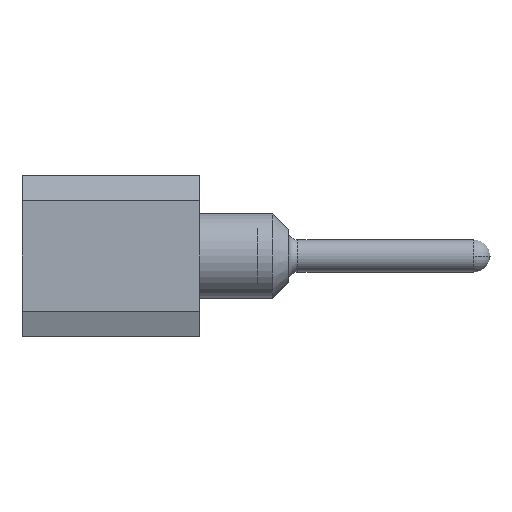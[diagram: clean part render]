
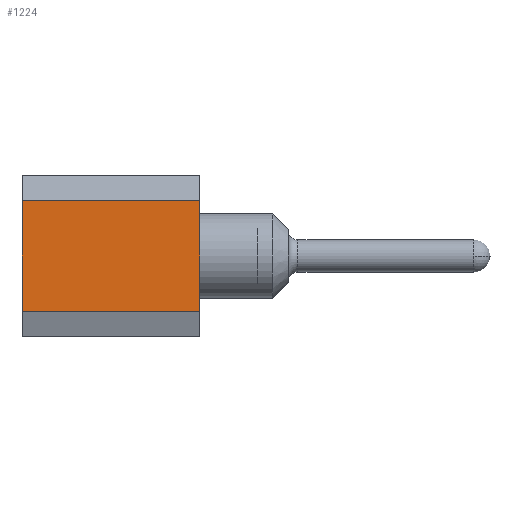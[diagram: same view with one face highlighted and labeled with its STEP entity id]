
A CAD part, left-side view. The second image highlights one B-rep face of the part: STEP entity #1224.
In plain terms, the highlighted planar face has unit normal (-1, 0, 0).
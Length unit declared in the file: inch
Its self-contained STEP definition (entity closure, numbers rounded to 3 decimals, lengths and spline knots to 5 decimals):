
#140 = EDGE_CURVE ( 'NONE', #1955, #7614, #7900, .T. ) ;
#397 = CARTESIAN_POINT ( 'NONE',  ( -0.01203, -0.11, -0.08425 ) ) ;
#750 = VECTOR ( 'NONE', #8786, 39.37008 ) ;
#981 = DIRECTION ( 'NONE',  ( 0., 0., 1. ) ) ;
#1196 = PLANE ( 'NONE',  #2110 ) ;
#1224 = ADVANCED_FACE ( 'NONE', ( #7518 ), #1196, .T. ) ;
#1234 = DIRECTION ( 'NONE',  ( -1., 0., 0. ) ) ;
#1325 = CARTESIAN_POINT ( 'NONE',  ( -0.01203, -0.11, -0.01575 ) ) ;
#1327 = VERTEX_POINT ( 'NONE', #1325 ) ;
#1785 = CARTESIAN_POINT ( 'NONE',  ( -0.01203, 0., -0.08425 ) ) ;
#1955 = VERTEX_POINT ( 'NONE', #1785 ) ;
#2110 = AXIS2_PLACEMENT_3D ( 'NONE', #7606, #1234, #8253 ) ;
#3009 = CARTESIAN_POINT ( 'NONE',  ( -0.01203, -0.11, -0.08425 ) ) ;
#3250 = VECTOR ( 'NONE', #8647, 39.37008 ) ;
#4026 = VERTEX_POINT ( 'NONE', #397 ) ;
#4134 = EDGE_LOOP ( 'NONE', ( #5692, #6089, #4418, #4219 ) ) ;
#4219 = ORIENTED_EDGE ( 'NONE', *, *, #8243, .T. ) ;
#4418 = ORIENTED_EDGE ( 'NONE', *, *, #9047, .T. ) ;
#5180 = DIRECTION ( 'NONE',  ( 0., 1., 0. ) ) ;
#5692 = ORIENTED_EDGE ( 'NONE', *, *, #140, .F. ) ;
#5953 = CARTESIAN_POINT ( 'NONE',  ( -0.01203, -0.11, -0.01575 ) ) ;
#5970 = VECTOR ( 'NONE', #981, 39.37008 ) ;
#6048 = LINE ( 'NONE', #8147, #3250 ) ;
#6089 = ORIENTED_EDGE ( 'NONE', *, *, #7948, .F. ) ;
#6199 = VECTOR ( 'NONE', #5180, 39.37008 ) ;
#6515 = LINE ( 'NONE', #3009, #750 ) ;
#7303 = CARTESIAN_POINT ( 'NONE',  ( -0.01203, 0., -0.08425 ) ) ;
#7518 = FACE_OUTER_BOUND ( 'NONE', #4134, .T. ) ;
#7606 = CARTESIAN_POINT ( 'NONE',  ( -0.01203, -0.11, -0.08425 ) ) ;
#7614 = VERTEX_POINT ( 'NONE', #8875 ) ;
#7900 = LINE ( 'NONE', #7303, #5970 ) ;
#7948 = EDGE_CURVE ( 'NONE', #4026, #1955, #6048, .T. ) ;
#8147 = CARTESIAN_POINT ( 'NONE',  ( -0.01203, -0.11, -0.08425 ) ) ;
#8243 = EDGE_CURVE ( 'NONE', #1327, #7614, #8722, .T. ) ;
#8253 = DIRECTION ( 'NONE',  ( 0., 0., 1. ) ) ;
#8647 = DIRECTION ( 'NONE',  ( 0., 1., 0. ) ) ;
#8722 = LINE ( 'NONE', #5953, #6199 ) ;
#8786 = DIRECTION ( 'NONE',  ( 0., 0., 1. ) ) ;
#8875 = CARTESIAN_POINT ( 'NONE',  ( -0.01203, 0., -0.01575 ) ) ;
#9047 = EDGE_CURVE ( 'NONE', #4026, #1327, #6515, .T. ) ;
